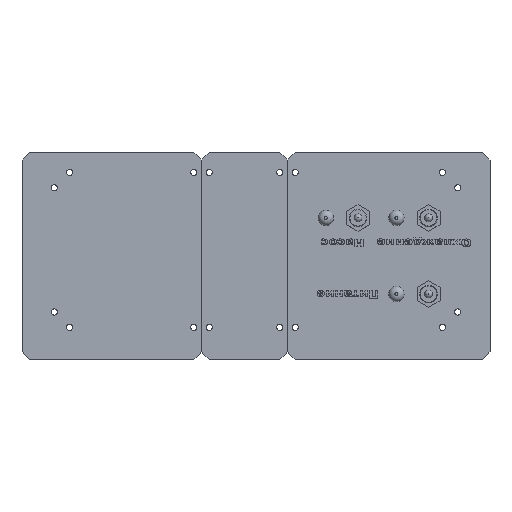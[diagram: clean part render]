
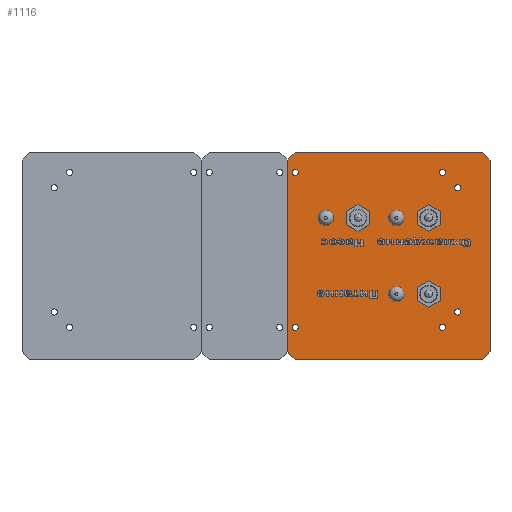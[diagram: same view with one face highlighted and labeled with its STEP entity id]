
A CAD part, top view. The second image highlights one B-rep face of the part: STEP entity #1116.
In plain terms, the highlighted planar face has unit normal (0, 0, 1).
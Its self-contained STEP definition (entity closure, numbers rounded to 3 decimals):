
#1116=ADVANCED_FACE('',(#1826,#1828,#1830,#1832,#1834,#1836,#1838,#1840,#1842,#1844,
#1846,#1848,#1850),#1852,.T.);
#1826=FACE_BOUND('',#1827,.T.);
#1827=EDGE_LOOP('',(#5910,#5911,#5912,#5913,#5914,#5915,#5916,#5917));
#1828=FACE_BOUND('',#1829,.T.);
#1829=EDGE_LOOP('',(#5918));
#1830=FACE_BOUND('',#1831,.T.);
#1831=EDGE_LOOP('',(#5919));
#1832=FACE_BOUND('',#1833,.T.);
#1833=EDGE_LOOP('',(#5920));
#1834=FACE_BOUND('',#1835,.T.);
#1835=EDGE_LOOP('',(#5921));
#1836=FACE_BOUND('',#1837,.T.);
#1837=EDGE_LOOP('',(#5922));
#1838=FACE_BOUND('',#1839,.T.);
#1839=EDGE_LOOP('',(#5923));
#1840=FACE_BOUND('',#1841,.T.);
#1841=EDGE_LOOP('',(#5924));
#1842=FACE_BOUND('',#1843,.T.);
#1843=EDGE_LOOP('',(#5925));
#1844=FACE_BOUND('',#1845,.T.);
#1845=EDGE_LOOP('',(#5926));
#1846=FACE_BOUND('',#1847,.T.);
#1847=EDGE_LOOP('',(#5927));
#1848=FACE_BOUND('',#1849,.T.);
#1849=EDGE_LOOP('',(#5928));
#1850=FACE_BOUND('',#1851,.T.);
#1851=EDGE_LOOP('',(#5929));
#1852=PLANE('',#1853);
#1853=AXIS2_PLACEMENT_3D('',#1854,#1855,#1856);
#1854=CARTESIAN_POINT('',(0.,0.,3.));
#1855=DIRECTION('',(0.,0.,1.));
#1856=DIRECTION('',(-1.,0.,0.));
#5910=ORIENTED_EDGE('',*,*,#9868,.F.);
#5911=ORIENTED_EDGE('',*,*,#9869,.T.);
#5912=ORIENTED_EDGE('',*,*,#9870,.F.);
#5913=ORIENTED_EDGE('',*,*,#9871,.T.);
#5914=ORIENTED_EDGE('',*,*,#9872,.F.);
#5915=ORIENTED_EDGE('',*,*,#9873,.T.);
#5916=ORIENTED_EDGE('',*,*,#9874,.F.);
#5917=ORIENTED_EDGE('',*,*,#9875,.T.);
#5918=ORIENTED_EDGE('',*,*,#9876,.T.);
#5919=ORIENTED_EDGE('',*,*,#9877,.T.);
#5920=ORIENTED_EDGE('',*,*,#9878,.T.);
#5921=ORIENTED_EDGE('',*,*,#9879,.T.);
#5922=ORIENTED_EDGE('',*,*,#9880,.T.);
#5923=ORIENTED_EDGE('',*,*,#9881,.T.);
#5924=ORIENTED_EDGE('',*,*,#9882,.T.);
#5925=ORIENTED_EDGE('',*,*,#9883,.T.);
#5926=ORIENTED_EDGE('',*,*,#9884,.T.);
#5927=ORIENTED_EDGE('',*,*,#9885,.T.);
#5928=ORIENTED_EDGE('',*,*,#9886,.T.);
#5929=ORIENTED_EDGE('',*,*,#9887,.T.);
#9868=EDGE_CURVE('',#11476,#11477,#11478,.F.);
#9869=EDGE_CURVE('',#11476,#11479,#11480,.T.);
#9870=EDGE_CURVE('',#11481,#11479,#11482,.F.);
#9871=EDGE_CURVE('',#11481,#11483,#11484,.T.);
#9872=EDGE_CURVE('',#11485,#11483,#11486,.F.);
#9873=EDGE_CURVE('',#11485,#11487,#11488,.T.);
#9874=EDGE_CURVE('',#11489,#11487,#11490,.F.);
#9875=EDGE_CURVE('',#11489,#11477,#11491,.T.);
#9876=EDGE_CURVE('',#11492,#11492,#11493,.F.);
#9877=EDGE_CURVE('',#11494,#11494,#11495,.F.);
#9878=EDGE_CURVE('',#11496,#11496,#11497,.F.);
#9879=EDGE_CURVE('',#11498,#11498,#11499,.F.);
#9880=EDGE_CURVE('',#11500,#11500,#11501,.F.);
#9881=EDGE_CURVE('',#11502,#11502,#11503,.F.);
#9882=EDGE_CURVE('',#11504,#11504,#11505,.F.);
#9883=EDGE_CURVE('',#11506,#11506,#11507,.F.);
#9884=EDGE_CURVE('',#11508,#11508,#11509,.F.);
#9885=EDGE_CURVE('',#11510,#11510,#11511,.F.);
#9886=EDGE_CURVE('',#11512,#11512,#11513,.F.);
#9887=EDGE_CURVE('',#11514,#11514,#11515,.F.);
#11476=VERTEX_POINT('',#14207);
#11477=VERTEX_POINT('',#14208);
#11478=LINE('',#14209,#14210);
#11479=VERTEX_POINT('',#14212);
#11480=LINE('',#14213,#14214);
#11481=VERTEX_POINT('',#14216);
#11482=LINE('',#14217,#14218);
#11483=VERTEX_POINT('',#14220);
#11484=LINE('',#14221,#14222);
#11485=VERTEX_POINT('',#14224);
#11486=LINE('',#14225,#14226);
#11487=VERTEX_POINT('',#14228);
#11488=LINE('',#14229,#14230);
#11489=VERTEX_POINT('',#14232);
#11490=LINE('',#14233,#14234);
#11491=LINE('',#14236,#14237);
#11492=VERTEX_POINT('',#14239);
#11493=CIRCLE('',#14240,2.);
#11494=VERTEX_POINT('',#14244);
#11495=CIRCLE('',#14245,2.);
#11496=VERTEX_POINT('',#14249);
#11497=CIRCLE('',#14250,2.);
#11498=VERTEX_POINT('',#14254);
#11499=CIRCLE('',#14255,2.);
#11500=VERTEX_POINT('',#14259);
#11501=CIRCLE('',#14260,2.);
#11502=VERTEX_POINT('',#14264);
#11503=CIRCLE('',#14265,2.);
#11504=VERTEX_POINT('',#14269);
#11505=CIRCLE('',#14270,5.);
#11506=VERTEX_POINT('',#14274);
#11507=CIRCLE('',#14275,5.);
#11508=VERTEX_POINT('',#14279);
#11509=CIRCLE('',#14280,5.);
#11510=VERTEX_POINT('',#14284);
#11511=CIRCLE('',#14285,6.);
#11512=VERTEX_POINT('',#14289);
#11513=CIRCLE('',#14290,6.);
#11514=VERTEX_POINT('',#14294);
#11515=CIRCLE('',#14295,6.);
#14207=CARTESIAN_POINT('',(61.,67.5,3.));
#14208=CARTESIAN_POINT('',(66.,62.5,3.));
#14209=CARTESIAN_POINT('',(66.,62.5,3.));
#14210=VECTOR('',#14211,1.);
#14211=DIRECTION('',(-0.707,0.707,0.));
#14212=CARTESIAN_POINT('',(-61.,67.5,3.));
#14213=CARTESIAN_POINT('',(61.,67.5,3.));
#14214=VECTOR('',#14215,1.);
#14215=DIRECTION('',(-1.,0.,0.));
#14216=CARTESIAN_POINT('',(-66.,62.5,3.));
#14217=CARTESIAN_POINT('',(-61.,67.5,3.));
#14218=VECTOR('',#14219,1.);
#14219=DIRECTION('',(-0.707,-0.707,0.));
#14220=CARTESIAN_POINT('',(-66.,-62.5,3.));
#14221=CARTESIAN_POINT('',(-66.,62.5,3.));
#14222=VECTOR('',#14223,1.);
#14223=DIRECTION('',(0.,-1.,0.));
#14224=CARTESIAN_POINT('',(-61.,-67.5,3.));
#14225=CARTESIAN_POINT('',(-66.,-62.5,3.));
#14226=VECTOR('',#14227,1.);
#14227=DIRECTION('',(0.707,-0.707,0.));
#14228=CARTESIAN_POINT('',(61.,-67.5,3.));
#14229=CARTESIAN_POINT('',(-61.,-67.5,3.));
#14230=VECTOR('',#14231,1.);
#14231=DIRECTION('',(1.,0.,0.));
#14232=CARTESIAN_POINT('',(66.,-62.5,3.));
#14233=CARTESIAN_POINT('',(61.,-67.5,3.));
#14234=VECTOR('',#14235,1.);
#14235=DIRECTION('',(0.707,0.707,0.));
#14236=CARTESIAN_POINT('',(66.,-62.5,3.));
#14237=VECTOR('',#14238,1.);
#14238=DIRECTION('',(0.,1.,0.));
#14239=CARTESIAN_POINT('',(-63.,-46.5,3.));
#14240=AXIS2_PLACEMENT_3D('',#14241,#14242,#14243);
#14241=CARTESIAN_POINT('',(-61.,-46.5,3.));
#14242=DIRECTION('',(0.,0.,1.));
#14243=DIRECTION('',(-1.,0.,0.));
#14244=CARTESIAN_POINT('',(-63.,54.5,3.));
#14245=AXIS2_PLACEMENT_3D('',#14246,#14247,#14248);
#14246=CARTESIAN_POINT('',(-61.,54.5,3.));
#14247=DIRECTION('',(0.,0.,1.));
#14248=DIRECTION('',(-1.,0.,0.));
#14249=CARTESIAN_POINT('',(33.,-46.5,3.));
#14250=AXIS2_PLACEMENT_3D('',#14251,#14252,#14253);
#14251=CARTESIAN_POINT('',(35.,-46.5,3.));
#14252=DIRECTION('',(0.,0.,1.));
#14253=DIRECTION('',(-1.,0.,0.));
#14254=CARTESIAN_POINT('',(33.,54.5,3.));
#14255=AXIS2_PLACEMENT_3D('',#14256,#14257,#14258);
#14256=CARTESIAN_POINT('',(35.,54.5,3.));
#14257=DIRECTION('',(0.,0.,1.));
#14258=DIRECTION('',(-1.,0.,0.));
#14259=CARTESIAN_POINT('',(43.,44.5,3.));
#14260=AXIS2_PLACEMENT_3D('',#14261,#14262,#14263);
#14261=CARTESIAN_POINT('',(45.,44.5,3.));
#14262=DIRECTION('',(0.,0.,1.));
#14263=DIRECTION('',(-1.,0.,0.));
#14264=CARTESIAN_POINT('',(43.,-36.5,3.));
#14265=AXIS2_PLACEMENT_3D('',#14266,#14267,#14268);
#14266=CARTESIAN_POINT('',(45.,-36.5,3.));
#14267=DIRECTION('',(0.,0.,1.));
#14268=DIRECTION('',(-1.,0.,0.));
#14269=CARTESIAN_POINT('',(-46.,24.8,3.));
#14270=AXIS2_PLACEMENT_3D('',#14271,#14272,#14273);
#14271=CARTESIAN_POINT('',(-41.,24.8,3.));
#14272=DIRECTION('',(0.,0.,1.));
#14273=DIRECTION('',(-1.,0.,0.));
#14274=CARTESIAN_POINT('',(0.,24.8,3.));
#14275=AXIS2_PLACEMENT_3D('',#14276,#14277,#14278);
#14276=CARTESIAN_POINT('',(5.,24.8,3.));
#14277=DIRECTION('',(0.,0.,1.));
#14278=DIRECTION('',(-1.,0.,0.));
#14279=CARTESIAN_POINT('',(0.,-24.8,3.));
#14280=AXIS2_PLACEMENT_3D('',#14281,#14282,#14283);
#14281=CARTESIAN_POINT('',(5.,-24.8,3.));
#14282=DIRECTION('',(0.,0.,1.));
#14283=DIRECTION('',(-1.,0.,0.));
#14284=CARTESIAN_POINT('',(-26.,24.8,3.));
#14285=AXIS2_PLACEMENT_3D('',#14286,#14287,#14288);
#14286=CARTESIAN_POINT('',(-20.,24.8,3.));
#14287=DIRECTION('',(0.,0.,1.));
#14288=DIRECTION('',(-1.,0.,0.));
#14289=CARTESIAN_POINT('',(20.,24.8,3.));
#14290=AXIS2_PLACEMENT_3D('',#14291,#14292,#14293);
#14291=CARTESIAN_POINT('',(26.,24.8,3.));
#14292=DIRECTION('',(0.,0.,1.));
#14293=DIRECTION('',(-1.,0.,0.));
#14294=CARTESIAN_POINT('',(20.,-24.8,3.));
#14295=AXIS2_PLACEMENT_3D('',#14296,#14297,#14298);
#14296=CARTESIAN_POINT('',(26.,-24.8,3.));
#14297=DIRECTION('',(0.,0.,1.));
#14298=DIRECTION('',(-1.,0.,0.));
